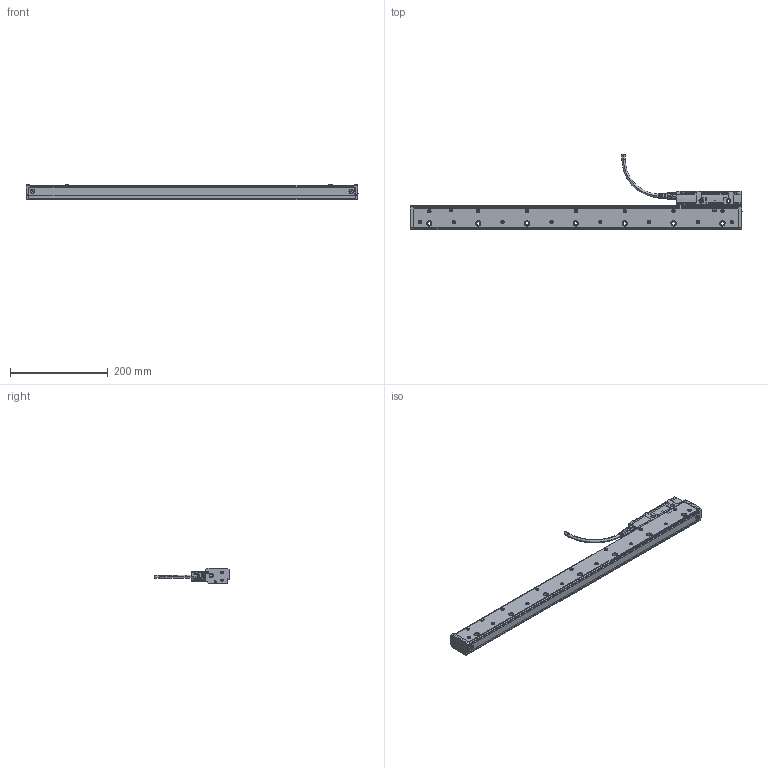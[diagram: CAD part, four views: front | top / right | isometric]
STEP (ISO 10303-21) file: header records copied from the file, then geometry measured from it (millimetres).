
FILE_DESCRIPTION(('CATIA V5 STEP'),'2;1');
FILE_NAME('SR67A-054-R.stp','2013-11-26T08:50:35+00:00',('none'),('none'),'CATIA Version 5 Release 19 SP 6 (IN-10)','CATIA V5 STEP AP214','none');
FILE_SCHEMA(('AUTOMOTIVE_DESIGN { 1 0 10303 214 1 1 1 1 }'));
Products named in the file (1): SR67A-054-R
Bounding box: 679.5 x 153.8 x 31.5 mm (x, y, z)
Volume: 938205.4 mm3; surface area: 163594.3 mm2
Topology: 1 solids, 97 shells, 3130 faces, 8193 edges, 5288 vertices
Faces by surface type: plane 1324, cylinder 1239, cone 305, torus 143, sphere 75, bspline 33, extrusion 11
Entity records: 99724 total; most frequent: CARTESIAN_POINT 26692, ORIENTED_EDGE 16210, DIRECTION 12552, EDGE_CURVE 8105, AXIS2_PLACEMENT_3D 5799, VERTEX_POINT 5284, VECTOR 4060, LINE 4049
